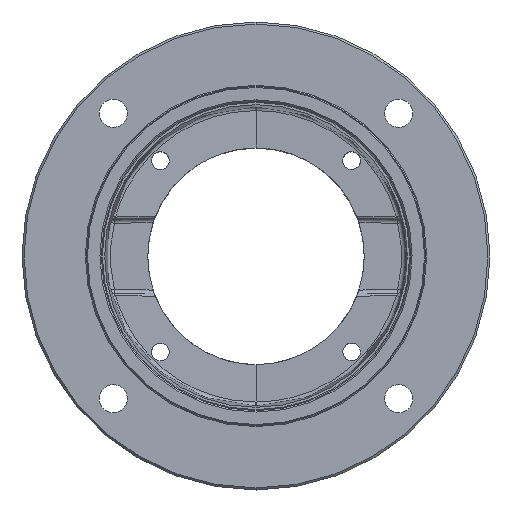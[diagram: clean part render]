
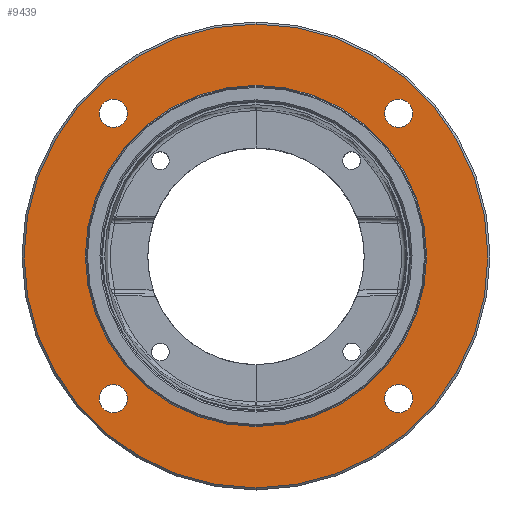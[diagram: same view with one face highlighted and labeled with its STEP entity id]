
A CAD part, top view. The second image highlights one B-rep face of the part: STEP entity #9439.
In plain terms, the highlighted planar face has unit normal (0, 0, 1).
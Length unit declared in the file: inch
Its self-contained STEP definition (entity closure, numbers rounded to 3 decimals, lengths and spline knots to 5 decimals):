
#12=CARTESIAN_POINT('',(0.,0.,-0.1825));
#13=DIRECTION('',(0.,0.,1.));
#14=DIRECTION('',(0.,1.,0.));
#15=AXIS2_PLACEMENT_3D('',#12,#13,#14);
#21=CARTESIAN_POINT('',(0.,0.,-0.1825));
#22=DIRECTION('',(0.,0.,-1.));
#23=DIRECTION('',(0.,1.,0.));
#24=AXIS2_PLACEMENT_3D('',#21,#22,#23);
#536=CARTESIAN_POINT('',(0.,0.,-0.1825));
#537=DIRECTION('',(0.,0.,1.));
#538=DIRECTION('',(0.,1.,0.));
#539=AXIS2_PLACEMENT_3D('',#536,#537,#538);
#541=CARTESIAN_POINT('',(0.,0.,-0.1825));
#542=DIRECTION('',(0.,0.,-1.));
#543=DIRECTION('',(0.,1.,0.));
#544=AXIS2_PLACEMENT_3D('',#541,#542,#543);
#546=CARTESIAN_POINT('',(-2.07713,2.07713,-0.1825));
#547=DIRECTION('',(0.,0.,-1.));
#548=DIRECTION('',(-0.707,0.707,0.));
#549=AXIS2_PLACEMENT_3D('',#546,#547,#548);
#556=CARTESIAN_POINT('',(-2.07713,2.07713,-0.1825));
#557=DIRECTION('',(0.,0.,-1.));
#558=DIRECTION('',(0.707,-0.707,0.));
#559=AXIS2_PLACEMENT_3D('',#556,#557,#558);
#582=CARTESIAN_POINT('',(-2.07713,-2.07713,-0.1825));
#583=DIRECTION('',(0.,0.,-1.));
#584=DIRECTION('',(-0.707,-0.707,0.));
#585=AXIS2_PLACEMENT_3D('',#582,#583,#584);
#592=CARTESIAN_POINT('',(-2.07713,-2.07713,-0.1825));
#593=DIRECTION('',(0.,0.,-1.));
#594=DIRECTION('',(0.707,0.707,0.));
#595=AXIS2_PLACEMENT_3D('',#592,#593,#594);
#618=CARTESIAN_POINT('',(2.07713,-2.07713,-0.1825));
#619=DIRECTION('',(0.,0.,-1.));
#620=DIRECTION('',(0.707,-0.707,0.));
#621=AXIS2_PLACEMENT_3D('',#618,#619,#620);
#628=CARTESIAN_POINT('',(2.07713,-2.07713,-0.1825));
#629=DIRECTION('',(0.,0.,-1.));
#630=DIRECTION('',(-0.707,0.707,0.));
#631=AXIS2_PLACEMENT_3D('',#628,#629,#630);
#654=CARTESIAN_POINT('',(2.07713,2.07713,-0.1825));
#655=DIRECTION('',(0.,0.,-1.));
#656=DIRECTION('',(0.707,0.707,0.));
#657=AXIS2_PLACEMENT_3D('',#654,#655,#656);
#664=CARTESIAN_POINT('',(2.07713,2.07713,-0.1825));
#665=DIRECTION('',(0.,0.,-1.));
#666=DIRECTION('',(-0.707,-0.707,0.));
#667=AXIS2_PLACEMENT_3D('',#664,#665,#666);
#8342=CARTESIAN_POINT('',(0.,3.375,-0.1825));
#8343=CARTESIAN_POINT('',(0.,-3.375,-0.1825));
#8344=VERTEX_POINT('',#8342);
#8345=VERTEX_POINT('',#8343);
#8350=CARTESIAN_POINT('',(-2.22208,2.22208,-0.1825));
#8351=CARTESIAN_POINT('',(-1.93217,1.93217,-0.1825));
#8352=VERTEX_POINT('',#8350);
#8353=VERTEX_POINT('',#8351);
#8354=CARTESIAN_POINT('',(-2.22208,-2.22208,-0.1825));
#8355=CARTESIAN_POINT('',(-1.93217,-1.93217,-0.1825));
#8356=VERTEX_POINT('',#8354);
#8357=VERTEX_POINT('',#8355);
#8358=CARTESIAN_POINT('',(2.22208,-2.22208,-0.1825));
#8359=CARTESIAN_POINT('',(1.93217,-1.93217,-0.1825));
#8360=VERTEX_POINT('',#8358);
#8361=VERTEX_POINT('',#8359);
#8362=CARTESIAN_POINT('',(2.22208,2.22208,-0.1825));
#8363=CARTESIAN_POINT('',(1.93217,1.93217,-0.1825));
#8364=VERTEX_POINT('',#8362);
#8365=VERTEX_POINT('',#8363);
#8366=CARTESIAN_POINT('',(0.,2.483,-0.1825));
#8367=VERTEX_POINT('',#8366);
#8368=CARTESIAN_POINT('',(0.,-2.483,-0.1825));
#8369=VERTEX_POINT('',#8368);
#9402=CARTESIAN_POINT('',(0.,0.,-0.1825));
#9403=DIRECTION('',(0.,0.,1.));
#9404=DIRECTION('',(0.,1.,0.));
#9405=AXIS2_PLACEMENT_3D('',#9402,#9403,#9404);
#9406=PLANE('',#9405);
#9407=ORIENTED_EDGE('',*,*,#8481,.T.);
#9408=ORIENTED_EDGE('',*,*,#8466,.F.);
#9409=EDGE_LOOP('',(#9407,#9408));
#9410=FACE_OUTER_BOUND('',#9409,.F.);
#9411=ORIENTED_EDGE('',*,*,#9384,.T.);
#9412=ORIENTED_EDGE('',*,*,#9395,.F.);
#9413=EDGE_LOOP('',(#9411,#9412));
#9414=FACE_BOUND('',#9413,.F.);
#9416=ORIENTED_EDGE('',*,*,#9415,.F.);
#9418=ORIENTED_EDGE('',*,*,#9417,.F.);
#9419=EDGE_LOOP('',(#9416,#9418));
#9420=FACE_BOUND('',#9419,.F.);
#9422=ORIENTED_EDGE('',*,*,#9421,.F.);
#9424=ORIENTED_EDGE('',*,*,#9423,.F.);
#9425=EDGE_LOOP('',(#9422,#9424));
#9426=FACE_BOUND('',#9425,.F.);
#9428=ORIENTED_EDGE('',*,*,#9427,.F.);
#9430=ORIENTED_EDGE('',*,*,#9429,.F.);
#9431=EDGE_LOOP('',(#9428,#9430));
#9432=FACE_BOUND('',#9431,.F.);
#9434=ORIENTED_EDGE('',*,*,#9433,.F.);
#9436=ORIENTED_EDGE('',*,*,#9435,.F.);
#9437=EDGE_LOOP('',(#9434,#9436));
#9438=FACE_BOUND('',#9437,.F.);
#9439=ADVANCED_FACE('',(#9410,#9414,#9420,#9426,#9432,#9438),#9406,.T.);
#16=CIRCLE('',#15,3.375);
#25=CIRCLE('',#24,3.375);
#540=CIRCLE('',#539,2.483);
#545=CIRCLE('',#544,2.483);
#550=CIRCLE('',#549,0.205);
#560=CIRCLE('',#559,0.205);
#586=CIRCLE('',#585,0.205);
#596=CIRCLE('',#595,0.205);
#622=CIRCLE('',#621,0.205);
#632=CIRCLE('',#631,0.205);
#658=CIRCLE('',#657,0.205);
#668=CIRCLE('',#667,0.205);
#8466=EDGE_CURVE('',#8344,#8345,#16,.T.);
#8481=EDGE_CURVE('',#8344,#8345,#25,.T.);
#9384=EDGE_CURVE('',#8367,#8369,#540,.T.);
#9395=EDGE_CURVE('',#8367,#8369,#545,.T.);
#9415=EDGE_CURVE('',#8352,#8353,#550,.T.);
#9417=EDGE_CURVE('',#8353,#8352,#560,.T.);
#9421=EDGE_CURVE('',#8356,#8357,#586,.T.);
#9423=EDGE_CURVE('',#8357,#8356,#596,.T.);
#9427=EDGE_CURVE('',#8360,#8361,#622,.T.);
#9429=EDGE_CURVE('',#8361,#8360,#632,.T.);
#9433=EDGE_CURVE('',#8364,#8365,#658,.T.);
#9435=EDGE_CURVE('',#8365,#8364,#668,.T.);
